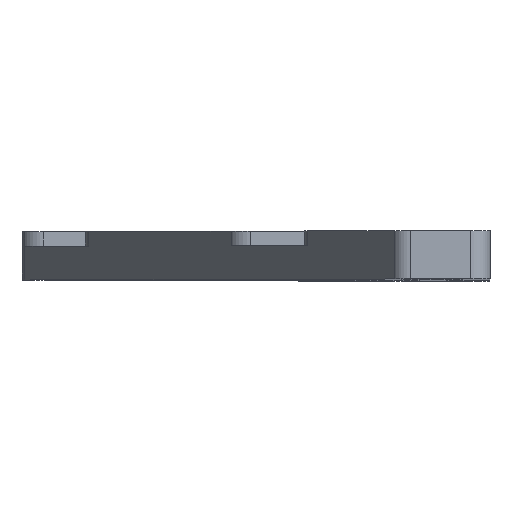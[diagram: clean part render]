
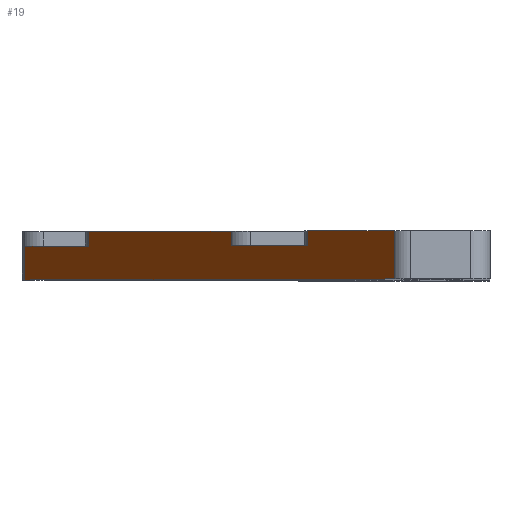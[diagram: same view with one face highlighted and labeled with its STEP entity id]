
A CAD part, top view. The second image highlights one B-rep face of the part: STEP entity #19.
In plain terms, the highlighted planar face has unit normal (-0.85, 0, 0.527).
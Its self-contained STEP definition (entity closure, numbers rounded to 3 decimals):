
#6 = CARTESIAN_POINT ( 'NONE',  ( -28.669, 0., 20.487 ) ) ;
#19 = ADVANCED_FACE ( 'NONE', ( #1002 ), #1024, .T. ) ;
#24 = VERTEX_POINT ( 'NONE', #1162 ) ;
#28 = DIRECTION ( 'NONE',  ( 0.527, 0., 0.85 ) ) ;
#41 = LINE ( 'NONE', #6, #1566 ) ;
#52 = CARTESIAN_POINT ( 'NONE',  ( -36.039, -0.75, 8.587 ) ) ;
#87 = CARTESIAN_POINT ( 'NONE',  ( -39.35, -0.75, 3.242 ) ) ;
#91 = ORIENTED_EDGE ( 'NONE', *, *, #353, .F. ) ;
#143 = VECTOR ( 'NONE', #719, 1000. ) ;
#152 = ORIENTED_EDGE ( 'NONE', *, *, #1624, .T. ) ;
#174 = ORIENTED_EDGE ( 'NONE', *, *, #216, .F. ) ;
#194 = VERTEX_POINT ( 'NONE', #1522 ) ;
#202 = VECTOR ( 'NONE', #1022, 1000. ) ;
#216 = EDGE_CURVE ( 'NONE', #486, #1517, #957, .T. ) ;
#217 = VERTEX_POINT ( 'NONE', #523 ) ;
#232 = CARTESIAN_POINT ( 'NONE',  ( -28.669, -0.75, 20.487 ) ) ;
#239 = VECTOR ( 'NONE', #1351, 1000. ) ;
#261 = CARTESIAN_POINT ( 'NONE',  ( -39.35, -2.5, 3.242 ) ) ;
#286 = EDGE_CURVE ( 'NONE', #24, #1020, #588, .T. ) ;
#290 = ORIENTED_EDGE ( 'NONE', *, *, #527, .T. ) ;
#308 = VECTOR ( 'NONE', #1835, 1000. ) ;
#328 = DIRECTION ( 'NONE',  ( 0., -1., 0. ) ) ;
#349 = DIRECTION ( 'NONE',  ( 0.527, 0., 0.85 ) ) ;
#353 = EDGE_CURVE ( 'NONE', #463, #194, #1029, .T. ) ;
#358 = VERTEX_POINT ( 'NONE', #232 ) ;
#364 = EDGE_CURVE ( 'NONE', #1020, #530, #864, .T. ) ;
#463 = VERTEX_POINT ( 'NONE', #1367 ) ;
#483 = LINE ( 'NONE', #52, #797 ) ;
#486 = VERTEX_POINT ( 'NONE', #608 ) ;
#523 = CARTESIAN_POINT ( 'NONE',  ( -24.704, -0.75, 26.887 ) ) ;
#527 = EDGE_CURVE ( 'NONE', #217, #358, #1491, .T. ) ;
#530 = VERTEX_POINT ( 'NONE', #1227 ) ;
#546 = ORIENTED_EDGE ( 'NONE', *, *, #1237, .T. ) ;
#561 = VECTOR ( 'NONE', #349, 1000. ) ;
#588 = LINE ( 'NONE', #1919, #202 ) ;
#608 = CARTESIAN_POINT ( 'NONE',  ( -36.039, 0., 8.587 ) ) ;
#616 = CARTESIAN_POINT ( 'NONE',  ( -19.921, -0.75, 34.61 ) ) ;
#633 = VECTOR ( 'NONE', #28, 1000. ) ;
#685 = CARTESIAN_POINT ( 'NONE',  ( -24.704, -0.75, 26.887 ) ) ;
#702 = CARTESIAN_POINT ( 'NONE',  ( -19.921, -2.5, 34.61 ) ) ;
#719 = DIRECTION ( 'NONE',  ( 0.527, 0., 0.85 ) ) ;
#789 = ORIENTED_EDGE ( 'NONE', *, *, #979, .T. ) ;
#797 = VECTOR ( 'NONE', #328, 1000. ) ;
#816 = VECTOR ( 'NONE', #1733, 1000. ) ;
#864 = LINE ( 'NONE', #261, #816 ) ;
#908 = VERTEX_POINT ( 'NONE', #1277 ) ;
#957 = LINE ( 'NONE', #1546, #561 ) ;
#979 = EDGE_CURVE ( 'NONE', #463, #217, #1427, .T. ) ;
#1002 = FACE_OUTER_BOUND ( 'NONE', #1717, .T. ) ;
#1020 = VERTEX_POINT ( 'NONE', #87 ) ;
#1022 = DIRECTION ( 'NONE',  ( -0.527, 0., -0.85 ) ) ;
#1024 = PLANE ( 'NONE',  #1585 ) ;
#1029 = LINE ( 'NONE', #1474, #143 ) ;
#1064 = ORIENTED_EDGE ( 'NONE', *, *, #1271, .T. ) ;
#1086 = LINE ( 'NONE', #1232, #308 ) ;
#1162 = CARTESIAN_POINT ( 'NONE',  ( -36.039, -0.75, 8.587 ) ) ;
#1164 = EDGE_CURVE ( 'NONE', #908, #194, #1086, .T. ) ;
#1227 = CARTESIAN_POINT ( 'NONE',  ( -39.35, -2.5, 3.242 ) ) ;
#1232 = CARTESIAN_POINT ( 'NONE',  ( -20.214, -2.5, 34.137 ) ) ;
#1237 = EDGE_CURVE ( 'NONE', #486, #24, #483, .T. ) ;
#1271 = EDGE_CURVE ( 'NONE', #530, #908, #1514, .T. ) ;
#1277 = CARTESIAN_POINT ( 'NONE',  ( -20.214, -2.5, 34.137 ) ) ;
#1303 = DIRECTION ( 'NONE',  ( 0.527, 0., 0.85 ) ) ;
#1351 = DIRECTION ( 'NONE',  ( -0.527, 0., -0.85 ) ) ;
#1367 = CARTESIAN_POINT ( 'NONE',  ( -24.704, 0., 26.887 ) ) ;
#1369 = CARTESIAN_POINT ( 'NONE',  ( -19.921, -2.5, 34.61 ) ) ;
#1427 = LINE ( 'NONE', #685, #1651 ) ;
#1456 = ORIENTED_EDGE ( 'NONE', *, *, #364, .T. ) ;
#1474 = CARTESIAN_POINT ( 'NONE',  ( -19.921, 0., 34.61 ) ) ;
#1491 = LINE ( 'NONE', #616, #239 ) ;
#1514 = LINE ( 'NONE', #1369, #633 ) ;
#1517 = VERTEX_POINT ( 'NONE', #1912 ) ;
#1522 = CARTESIAN_POINT ( 'NONE',  ( -20.214, 0., 34.137 ) ) ;
#1546 = CARTESIAN_POINT ( 'NONE',  ( -19.921, 0., 34.61 ) ) ;
#1566 = VECTOR ( 'NONE', #1680, 1000. ) ;
#1585 = AXIS2_PLACEMENT_3D ( 'NONE', #702, #1886, #1303 ) ;
#1624 = EDGE_CURVE ( 'NONE', #358, #1517, #41, .T. ) ;
#1651 = VECTOR ( 'NONE', #1737, 1000. ) ;
#1668 = ORIENTED_EDGE ( 'NONE', *, *, #286, .T. ) ;
#1680 = DIRECTION ( 'NONE',  ( 0., 1., 0. ) ) ;
#1687 = ORIENTED_EDGE ( 'NONE', *, *, #1164, .T. ) ;
#1717 = EDGE_LOOP ( 'NONE', ( #1668, #1456, #1064, #1687, #91, #789, #290, #152, #174, #546 ) ) ;
#1733 = DIRECTION ( 'NONE',  ( 0., -1., 0. ) ) ;
#1737 = DIRECTION ( 'NONE',  ( 0., -1., 0. ) ) ;
#1835 = DIRECTION ( 'NONE',  ( 0., 1., 0. ) ) ;
#1886 = DIRECTION ( 'NONE',  ( -0.85, 0., 0.527 ) ) ;
#1912 = CARTESIAN_POINT ( 'NONE',  ( -28.669, 0., 20.487 ) ) ;
#1919 = CARTESIAN_POINT ( 'NONE',  ( -19.921, -0.75, 34.61 ) ) ;
